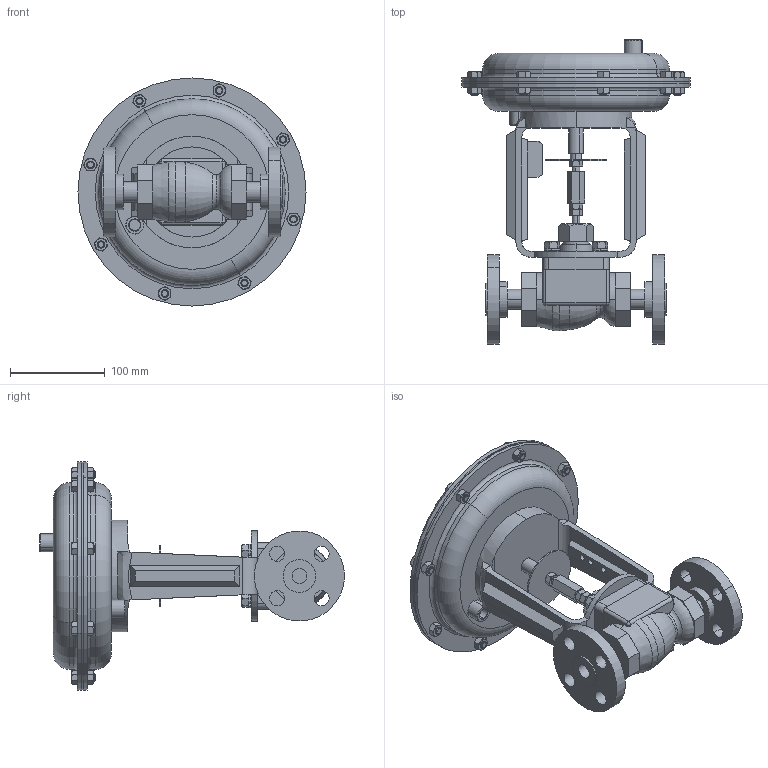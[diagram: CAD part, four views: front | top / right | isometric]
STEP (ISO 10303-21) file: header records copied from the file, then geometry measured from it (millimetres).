
FILE_DESCRIPTION (( 'STEP AP203' ), '1' );
FILE_NAME ('78-050-ALL-F3-35M.STEP', '2017-09-22T14:38:27', ( '' ), ( '' ), 'SwSTEP 2.0', 'SolidWorks 2014', '' );
FILE_SCHEMA (( 'CONFIG_CONTROL_DESIGN' ));
Length unit declared in the file: inch
Products named in the file (1): 78-050-ALL-F3-35M
Bounding box: 241.3 x 322.12 x 241.3 mm (x, y, z)
Volume: 3046210 mm3; surface area: 307617.5 mm2
Topology: 6 solids, 6 shells, 757 faces, 1742 edges, 1071 vertices
Faces by surface type: plane 329, cone 242, cylinder 159, torus 13, bspline 10, sphere 4
Entity records: 23607 total; most frequent: CARTESIAN_POINT 7108, ORIENTED_EDGE 3476, DIRECTION 3265, EDGE_CURVE 1738, AXIS2_PLACEMENT_3D 1301, VERTEX_POINT 1071, EDGE_LOOP 859, ADVANCED_FACE 757
